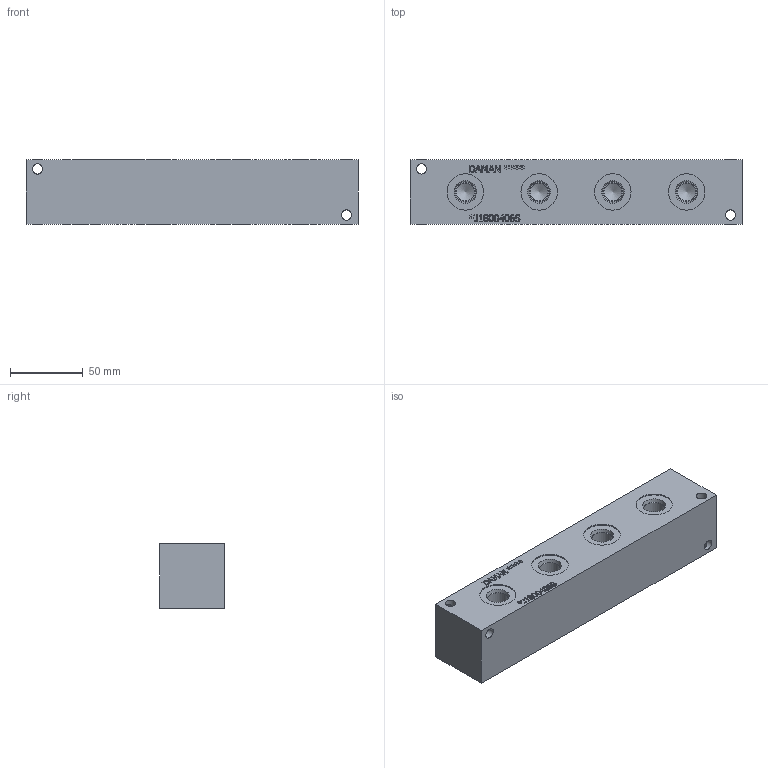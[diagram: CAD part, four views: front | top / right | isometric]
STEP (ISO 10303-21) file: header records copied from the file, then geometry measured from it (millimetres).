
FILE_DESCRIPTION(/* description */ (''),/* implementation_level */ '2;1');
FILE_NAME(/* name */ '_J1800406S.stp',/* time_stamp */ '2020-08-21T12:05:17-04:00',/* author */ ('alexanderw'),/* organization */ (''),/* preprocessor_version */ 'ST-DEVELOPER v17',/* originating_system */ 'Autodesk Inventor 2019',/* authorisation */ '');
FILE_SCHEMA (('AUTOMOTIVE_DESIGN { 1 0 10303 214 3 1 1 }'));
Length unit declared in the file: millimetre
Products named in the file (1): Part_+J1800406S_3D
Bounding box: 228.6 x 44.45 x 44.45 mm (x, y, z)
Volume: 419086.8 mm3; surface area: 54859.9 mm2
Topology: 1 solids, 1 shells, 415 faces, 1124 edges, 752 vertices
Faces by surface type: plane 231, bspline 104, cylinder 48, cone 32
Full cylindrical faces by diameter (mm): 7.137 x8, 12.294 x8, 12.9 x1, 12.903 x7, 14.275 x8, 14.529 x8, 25.019 x8
Entity records: 13905 total; most frequent: CARTESIAN_POINT 3636, ORIENTED_EDGE 2232, DIRECTION 1704, EDGE_CURVE 1116, VERTEX_POINT 752, LINE 736, VECTOR 736, AXIS2_PLACEMENT_3D 484
